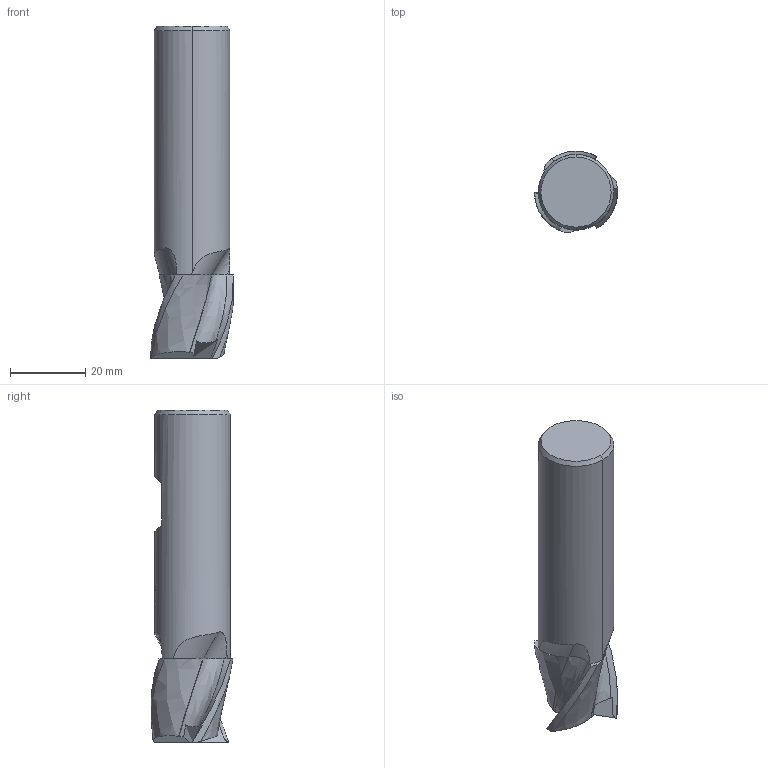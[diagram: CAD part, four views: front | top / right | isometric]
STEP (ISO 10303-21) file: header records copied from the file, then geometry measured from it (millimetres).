
FILE_DESCRIPTION(('no description'),'unknown implementation level');
FILE_NAME('solid7PuzztOkBCqaLppd2NwmVy_29u4_1.STP',' ',('CIM GmbH Aachen'),('CADClick - KiM GmbH - www.kimweb.de'),'unknown preprocess','ACIS','unknown authorization');
FILE_SCHEMA(('automotive_design'));
Length unit declared in the file: millimetre
Products named in the file (1): 1
Bounding box: 21.99 x 21.72 x 88 mm (x, y, z)
Volume: 24514.3 mm3; surface area: 6160 mm2
Topology: 1 solids, 1 shells, 68 faces, 190 edges, 123 vertices
Faces by surface type: plane 32, bspline 12, cylinder 9, revolution 9, cone 6
Entity records: 7711 total; most frequent: CARTESIAN_POINT 3982, STYLED_ITEM 382, PRESENTATION_STYLE_ASSIGNMENT 382, COLOUR_RGB 382, ORIENTED_EDGE 380, DIRECTION 264, EDGE_CURVE 190, CURVE_STYLE 190
